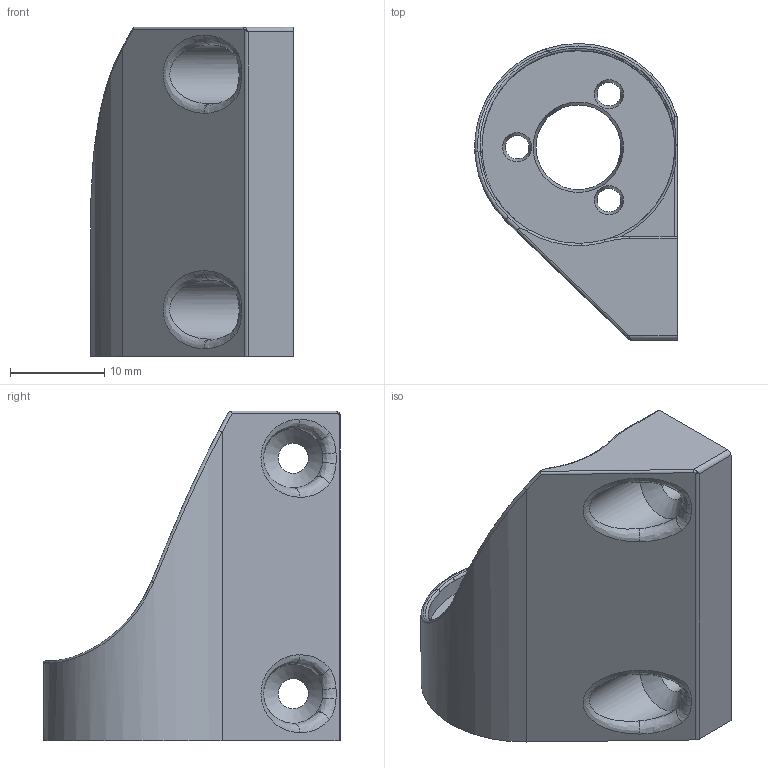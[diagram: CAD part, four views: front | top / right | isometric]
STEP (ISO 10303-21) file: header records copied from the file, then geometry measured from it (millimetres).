
FILE_DESCRIPTION(('HOOPS Exchange Step'),'2;1');
FILE_NAME('temp_export','2024-12-21T17:11:05+08:00',('27699'),('Shapr3D Limited'),'HOOPS Exchange 2024.6','Shapr3D','Authorized');
FILE_SCHEMA( ('AP242_MANAGED_MODEL_BASED_3D_ENGINEERING_MIM_LF {1 0 10303 442 1 1 4 }') );
Length unit declared in the file: millimetre
Products named in the file (1): Z轴线轨-丝杆连接块
Bounding box: 21.5 x 31.5 x 35 mm (x, y, z)
Volume: 5821.8 mm3; surface area: 3933.5 mm2
Topology: 1 solids, 1 shells, 64 faces, 175 edges, 113 vertices
Faces by surface type: cylinder 20, bspline 18, plane 10, cone 10, torus 6
Full cylindrical faces by diameter (mm): 2.5 x3, 3.2 x2, 9 x1, 20.5 x1
Entity records: 4109 total; most frequent: CARTESIAN_POINT 2559, ORIENTED_EDGE 350, DIRECTION 285, EDGE_CURVE 175, AXIS2_PLACEMENT_3D 120, VERTEX_POINT 113, EDGE_LOOP 76, FACE_BOUND 76
